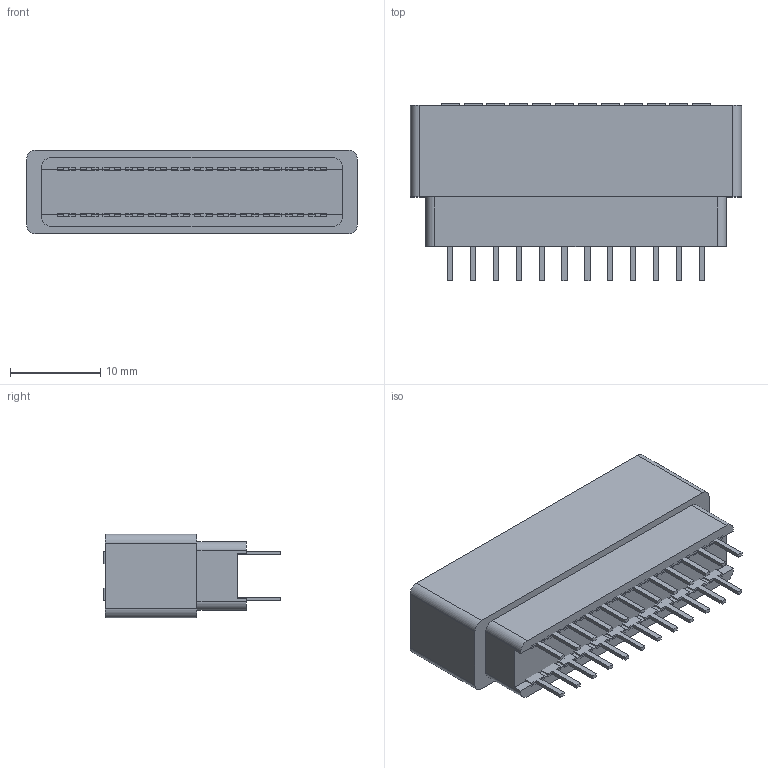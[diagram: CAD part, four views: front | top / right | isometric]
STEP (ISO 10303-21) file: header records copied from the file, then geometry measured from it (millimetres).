
FILE_DESCRIPTION(/* description */ (''),/* implementation_level */ '2;1');
FILE_NAME(/* name */ '2x12 v10.step',/* time_stamp */ '2022-08-09T13:21:54+09:00',/* author */ (''),/* organization */ (''),/* preprocessor_version */ 'ST-DEVELOPER v19',/* originating_system */ 'Autodesk Translation Framework v11.7.0.108',/* authorisation */ '');
FILE_SCHEMA (('AUTOMOTIVE_DESIGN { 1 0 10303 214 3 1 1 }'));
Length unit declared in the file: millimetre
Products named in the file (3): 2x12; コンポーネント3; コンポーネント6
Assembly tree (3 placements, depth 2):
  2x12
    コンポーネント3
    コンポーネント6  x2
Bounding box: 36.78 x 19.7 x 9.3 mm (x, y, z)
Volume: 3607.7 mm3; surface area: 7783.4 mm2
Topology: 25 solids, 25 shells, 608 faces, 1592 edges, 1060 vertices
Faces by surface type: plane 552, bspline 48, cylinder 8
Entity records: 14999 total; most frequent: CARTESIAN_POINT 5936, ORIENTED_EDGE 1960, DIRECTION 1564, EDGE_CURVE 980, LINE 808, VECTOR 808, VERTEX_POINT 652, EDGE_LOOP 430
